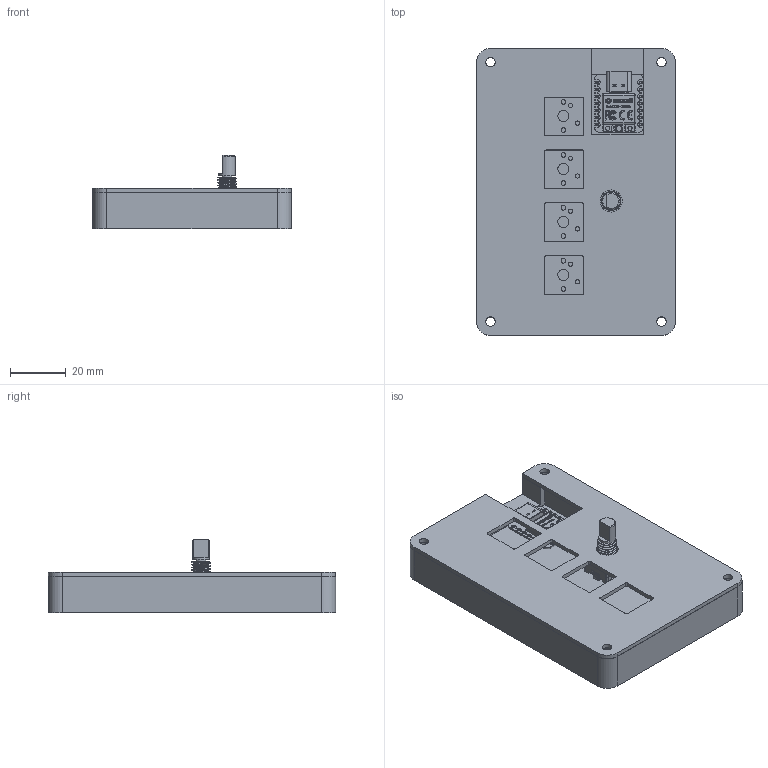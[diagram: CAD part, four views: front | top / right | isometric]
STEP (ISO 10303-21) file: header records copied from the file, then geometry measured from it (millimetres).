
FILE_DESCRIPTION(/* description */ (''),/* implementation_level */ '2;1');
FILE_NAME(/* name */ 'Correct assembly.step',/* time_stamp */ '2026-01-23T19:27:33+02:00',/* author */ (''),/* organization */ (''),/* preprocessor_version */ 'ST-DEVELOPER v20.1',/* originating_system */ 'Autodesk Translation Framework v14.17.0.0',/* authorisation */ '');
FILE_SCHEMA (('AUTOMOTIVE_DESIGN { 1 0 10303 214 3 1 1 }'));
Products named in the file (17): 2026-01-18-16-50-00-117; 2026-01-19-17-22-57-561; Seeed_Studio_XIAO_RP2040_v26; main; type-c v2; smd_button v3; SK6805-2.4x2.7 v1; Shell; DOUT; DIN; VSS; VDD; smd_button v3(Mirror); 2026-01-19-17-33-21-058; 2026-01-22-17-18-07-116; 2026-01-22-17-13-15-257; 2026-01-22-17-13-15-258
Assembly tree (16 placements, depth 5):
  2026-01-18-16-50-00-117
    2026-01-19-17-22-57-561
    Seeed_Studio_XIAO_RP2040_v26
      main
        type-c v2
        smd_button v3
        SK6805-2.4x2.7 v1
          Shell
          DOUT
          DIN
          VSS
          VDD
        smd_button v3(Mirror)
    2026-01-19-17-33-21-058
    2026-01-22-17-18-07-116
    2026-01-22-17-13-15-257
      2026-01-22-17-13-15-258
Bounding box: 71.5 x 103.35 x 26.35 mm (x, y, z)
Volume: 66788.8 mm3; surface area: 47935.4 mm2
Topology: 92 solids, 92 shells, 1945 faces, 5092 edges, 3343 vertices
Faces by surface type: plane 1252, bspline 340, cylinder 324, torus 12, sphere 10, cone 7
Full cylindrical faces by diameter (mm): 0.4 x1, 0.5 x2, 0.8 x14, 0.889 x14, 1 x5, 1.5 x10, 1.7 x8, 2 x1, 3.4 x8, 3.5 x1, 4 x4, 5.717 x7, 6 x5, 6.8 x6, 8 x1
Entity records: 63470 total; most frequent: CARTESIAN_POINT 16748, ORIENTED_EDGE 10168, DIRECTION 8280, EDGE_CURVE 5084, LINE 3746, VECTOR 3746, VERTEX_POINT 3343, AXIS2_PLACEMENT_3D 2267
